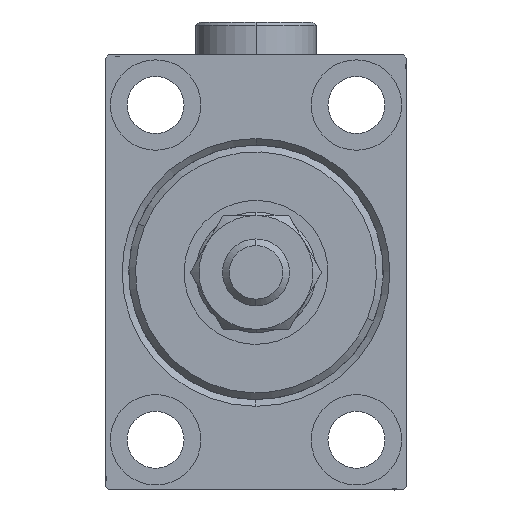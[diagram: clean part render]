
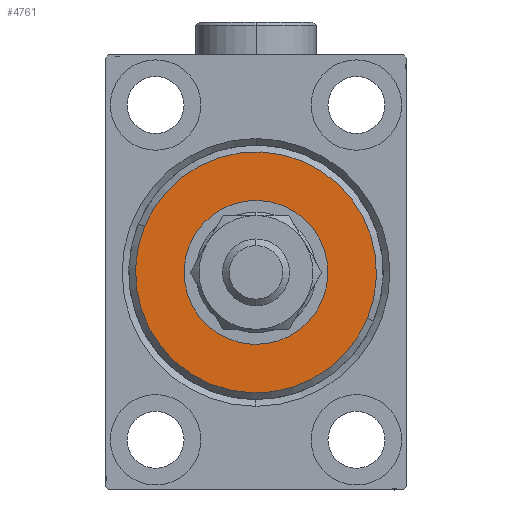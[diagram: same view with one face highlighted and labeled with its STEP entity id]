
A CAD part, left-side view. The second image highlights one B-rep face of the part: STEP entity #4761.
In plain terms, the highlighted face is planar.
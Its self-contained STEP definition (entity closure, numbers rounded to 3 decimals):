
#168 = FACE_BOUND ( 'NONE', #26104, .T. ) ;
#3110 = ORIENTED_EDGE ( 'NONE', *, *, #8491, .T. ) ;
#4761 = ADVANCED_FACE ( 'NONE', ( #39912, #168 ), #21451, .T. ) ;
#5765 = AXIS2_PLACEMENT_3D ( 'NONE', #33943, #8143, #19489 ) ;
#6007 = ORIENTED_EDGE ( 'NONE', *, *, #13319, .T. ) ;
#6543 = AXIS2_PLACEMENT_3D ( 'NONE', #25577, #40962, #18480 ) ;
#6800 = DIRECTION ( 'NONE',  ( 1., 0., 0. ) ) ;
#7643 = CARTESIAN_POINT ( 'NONE',  ( 3., 0., -18. ) ) ;
#8143 = DIRECTION ( 'NONE',  ( -1., 0., 0. ) ) ;
#8491 = EDGE_CURVE ( 'NONE', #32108, #37250, #32809, .T. ) ;
#10206 = CARTESIAN_POINT ( 'NONE',  ( 3., 0., 18. ) ) ;
#10337 = CARTESIAN_POINT ( 'NONE',  ( 3., 0., 0. ) ) ;
#10876 = DIRECTION ( 'NONE',  ( 1., 0., 0. ) ) ;
#11559 = AXIS2_PLACEMENT_3D ( 'NONE', #21004, #6800, #35886 ) ;
#13319 = EDGE_CURVE ( 'NONE', #43260, #20947, #29945, .T. ) ;
#13601 = EDGE_CURVE ( 'NONE', #20947, #43260, #37516, .T. ) ;
#14302 = ORIENTED_EDGE ( 'NONE', *, *, #13601, .T. ) ;
#14423 = DIRECTION ( 'NONE',  ( 0., 0., -1. ) ) ;
#15443 = AXIS2_PLACEMENT_3D ( 'NONE', #25783, #10876, #14423 ) ;
#15736 = CARTESIAN_POINT ( 'NONE',  ( 3., 0., -10.75 ) ) ;
#17160 = EDGE_LOOP ( 'NONE', ( #3110, #30376 ) ) ;
#17654 = DIRECTION ( 'NONE',  ( 0., 0., -1. ) ) ;
#17886 = DIRECTION ( 'NONE',  ( 1., 0., 0. ) ) ;
#18146 = EDGE_CURVE ( 'NONE', #37250, #32108, #26735, .T. ) ;
#18480 = DIRECTION ( 'NONE',  ( 0., 0., -1. ) ) ;
#19489 = DIRECTION ( 'NONE',  ( 0., 0., -1. ) ) ;
#20947 = VERTEX_POINT ( 'NONE', #15736 ) ;
#21004 = CARTESIAN_POINT ( 'NONE',  ( 3., 0., 0. ) ) ;
#21451 = PLANE ( 'NONE',  #11559 ) ;
#25577 = CARTESIAN_POINT ( 'NONE',  ( 3., 0., 0. ) ) ;
#25783 = CARTESIAN_POINT ( 'NONE',  ( 3., 0., 0. ) ) ;
#26104 = EDGE_LOOP ( 'NONE', ( #6007, #14302 ) ) ;
#26735 = CIRCLE ( 'NONE', #33526, 18. ) ;
#29945 = CIRCLE ( 'NONE', #5765, 10.75 ) ;
#30376 = ORIENTED_EDGE ( 'NONE', *, *, #18146, .T. ) ;
#32108 = VERTEX_POINT ( 'NONE', #10206 ) ;
#32809 = CIRCLE ( 'NONE', #15443, 18. ) ;
#33526 = AXIS2_PLACEMENT_3D ( 'NONE', #10337, #17886, #17654 ) ;
#33943 = CARTESIAN_POINT ( 'NONE',  ( 3., 0., 0. ) ) ;
#35886 = DIRECTION ( 'NONE',  ( 0., 0., -1. ) ) ;
#37250 = VERTEX_POINT ( 'NONE', #7643 ) ;
#37516 = CIRCLE ( 'NONE', #6543, 10.75 ) ;
#39912 = FACE_OUTER_BOUND ( 'NONE', #17160, .T. ) ;
#40962 = DIRECTION ( 'NONE',  ( -1., 0., 0. ) ) ;
#42897 = CARTESIAN_POINT ( 'NONE',  ( 3., 0., 10.75 ) ) ;
#43260 = VERTEX_POINT ( 'NONE', #42897 ) ;
